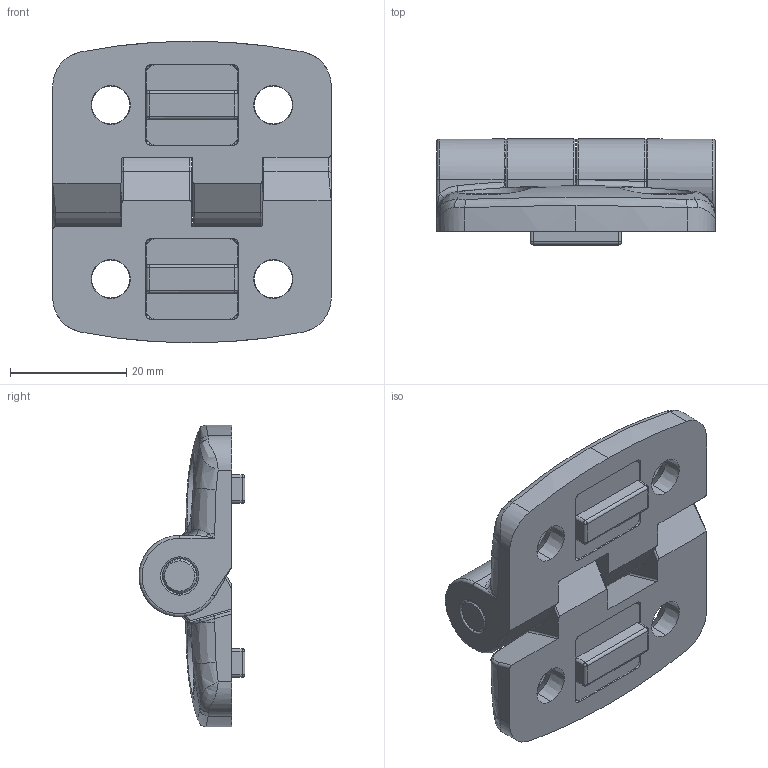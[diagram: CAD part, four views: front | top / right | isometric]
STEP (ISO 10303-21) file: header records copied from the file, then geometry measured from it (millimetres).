
FILE_DESCRIPTION (( 'STEP AP203' ), '1' );
FILE_NAME ('151082.step', '2021-06-03T16:16:10', ( '' ), ( '' ), 'SwSTEP 2.0', 'SolidWorks 2021', '' );
FILE_SCHEMA (( 'CONFIG_CONTROL_DESIGN' ));
Length unit declared in the file: millimetre
Products named in the file (1): 151082
Bounding box: 48 x 18.25 x 52 mm (x, y, z)
Volume: 18083.7 mm3; surface area: 11869.8 mm2
Topology: 5 solids, 5 shells, 653 faces, 1624 edges, 947 vertices
Faces by surface type: plane 250, cylinder 189, bspline 76, torus 68, cone 54, sphere 16
Entity records: 23330 total; most frequent: CARTESIAN_POINT 8649, ORIENTED_EDGE 3172, DIRECTION 2943, EDGE_CURVE 1586, AXIS2_PLACEMENT_3D 1129, VERTEX_POINT 947, LINE 685, VECTOR 685
